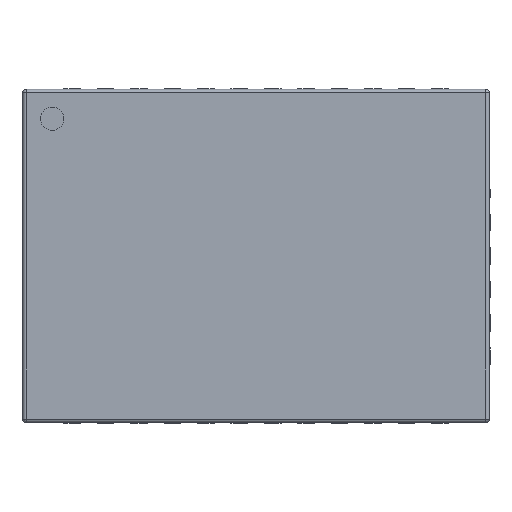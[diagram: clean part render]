
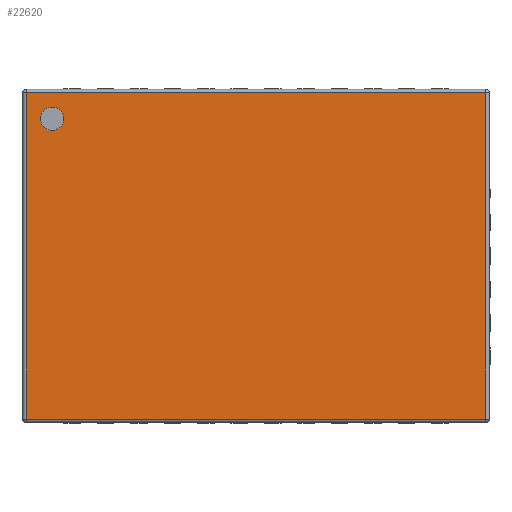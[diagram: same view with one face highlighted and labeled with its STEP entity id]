
A CAD part, top view. The second image highlights one B-rep face of the part: STEP entity #22620.
In plain terms, the highlighted planar face has unit normal (0, 0, 1).
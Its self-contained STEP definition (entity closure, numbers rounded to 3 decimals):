
#5172 = CYLINDRICAL_SURFACE('',#5173,0.05);
#5173 = AXIS2_PLACEMENT_3D('',#5174,#5175,#5176);
#5174 = CARTESIAN_POINT('',(-2.44,3.44,0.83));
#5175 = DIRECTION('',(-0.,-1.,-0.));
#5176 = DIRECTION('',(-1.,0.,0.));
#19360 = VERTEX_POINT('',#19361);
#19361 = CARTESIAN_POINT('',(-2.44,3.44,0.88));
#19381 = EDGE_CURVE('',#19360,#19382,#19384,.T.);
#19382 = VERTEX_POINT('',#19383);
#19383 = CARTESIAN_POINT('',(-2.44,-3.44,0.88));
#19384 = SURFACE_CURVE('',#19385,(#19389,#19396),.PCURVE_S1.);
#19385 = LINE('',#19386,#19387);
#19386 = CARTESIAN_POINT('',(-2.44,3.44,0.88));
#19387 = VECTOR('',#19388,1.);
#19388 = DIRECTION('',(-0.,-1.,-0.));
#19389 = PCURVE('',#5172,#19390);
#19390 = DEFINITIONAL_REPRESENTATION('',(#19391),#19395);
#19391 = LINE('',#19392,#19393);
#19392 = CARTESIAN_POINT('',(-1.571,0.));
#19393 = VECTOR('',#19394,1.);
#19394 = DIRECTION('',(-0.,1.));
#19395 = ( GEOMETRIC_REPRESENTATION_CONTEXT(2) 
PARAMETRIC_REPRESENTATION_CONTEXT() REPRESENTATION_CONTEXT('2D SPACE',''
  ) );
#19396 = PCURVE('',#19397,#19402);
#19397 = PLANE('',#19398);
#19398 = AXIS2_PLACEMENT_3D('',#19399,#19400,#19401);
#19399 = CARTESIAN_POINT('',(-2.49,-3.49,0.88));
#19400 = DIRECTION('',(0.,0.,1.));
#19401 = DIRECTION('',(1.,0.,0.));
#19402 = DEFINITIONAL_REPRESENTATION('',(#19403),#19407);
#19403 = LINE('',#19404,#19405);
#19404 = CARTESIAN_POINT('',(0.05,6.93));
#19405 = VECTOR('',#19406,1.);
#19406 = DIRECTION('',(-0.,-1.));
#19407 = ( GEOMETRIC_REPRESENTATION_CONTEXT(2) 
PARAMETRIC_REPRESENTATION_CONTEXT() REPRESENTATION_CONTEXT('2D SPACE',''
  ) );
#19799 = CYLINDRICAL_SURFACE('',#19800,0.05);
#19800 = AXIS2_PLACEMENT_3D('',#19801,#19802,#19803);
#19801 = CARTESIAN_POINT('',(-2.49,-3.44,0.83));
#19802 = DIRECTION('',(1.,0.,0.));
#19803 = DIRECTION('',(0.,-1.,0.));
#20736 = CYLINDRICAL_SURFACE('',#20737,0.05);
#20737 = AXIS2_PLACEMENT_3D('',#20738,#20739,#20740);
#20738 = CARTESIAN_POINT('',(2.44,3.44,0.83));
#20739 = DIRECTION('',(-0.,-1.,-0.));
#20740 = DIRECTION('',(0.,0.,1.));
#21513 = CYLINDRICAL_SURFACE('',#21514,0.05);
#21514 = AXIS2_PLACEMENT_3D('',#21515,#21516,#21517);
#21515 = CARTESIAN_POINT('',(-2.49,3.44,0.83));
#21516 = DIRECTION('',(1.,0.,0.));
#21517 = DIRECTION('',(0.,1.,0.));
#22620 = ADVANCED_FACE('',(#22621,#22691),#19397,.T.);
#22621 = FACE_BOUND('',#22622,.T.);
#22622 = EDGE_LOOP('',(#22623,#22646,#22669,#22690));
#22623 = ORIENTED_EDGE('',*,*,#22624,.T.);
#22624 = EDGE_CURVE('',#19382,#22625,#22627,.T.);
#22625 = VERTEX_POINT('',#22626);
#22626 = CARTESIAN_POINT('',(2.44,-3.44,0.88));
#22627 = SURFACE_CURVE('',#22628,(#22632,#22639),.PCURVE_S1.);
#22628 = LINE('',#22629,#22630);
#22629 = CARTESIAN_POINT('',(-2.49,-3.44,0.88));
#22630 = VECTOR('',#22631,1.);
#22631 = DIRECTION('',(1.,0.,0.));
#22632 = PCURVE('',#19397,#22633);
#22633 = DEFINITIONAL_REPRESENTATION('',(#22634),#22638);
#22634 = LINE('',#22635,#22636);
#22635 = CARTESIAN_POINT('',(0.,0.05));
#22636 = VECTOR('',#22637,1.);
#22637 = DIRECTION('',(1.,0.));
#22638 = ( GEOMETRIC_REPRESENTATION_CONTEXT(2) 
PARAMETRIC_REPRESENTATION_CONTEXT() REPRESENTATION_CONTEXT('2D SPACE',''
  ) );
#22639 = PCURVE('',#19799,#22640);
#22640 = DEFINITIONAL_REPRESENTATION('',(#22641),#22645);
#22641 = LINE('',#22642,#22643);
#22642 = CARTESIAN_POINT('',(-1.571,0.));
#22643 = VECTOR('',#22644,1.);
#22644 = DIRECTION('',(-0.,1.));
#22645 = ( GEOMETRIC_REPRESENTATION_CONTEXT(2) 
PARAMETRIC_REPRESENTATION_CONTEXT() REPRESENTATION_CONTEXT('2D SPACE',''
  ) );
#22646 = ORIENTED_EDGE('',*,*,#22647,.F.);
#22647 = EDGE_CURVE('',#22648,#22625,#22650,.T.);
#22648 = VERTEX_POINT('',#22649);
#22649 = CARTESIAN_POINT('',(2.44,3.44,0.88));
#22650 = SURFACE_CURVE('',#22651,(#22655,#22662),.PCURVE_S1.);
#22651 = LINE('',#22652,#22653);
#22652 = CARTESIAN_POINT('',(2.44,3.44,0.88));
#22653 = VECTOR('',#22654,1.);
#22654 = DIRECTION('',(-0.,-1.,-0.));
#22655 = PCURVE('',#19397,#22656);
#22656 = DEFINITIONAL_REPRESENTATION('',(#22657),#22661);
#22657 = LINE('',#22658,#22659);
#22658 = CARTESIAN_POINT('',(4.93,6.93));
#22659 = VECTOR('',#22660,1.);
#22660 = DIRECTION('',(-0.,-1.));
#22661 = ( GEOMETRIC_REPRESENTATION_CONTEXT(2) 
PARAMETRIC_REPRESENTATION_CONTEXT() REPRESENTATION_CONTEXT('2D SPACE',''
  ) );
#22662 = PCURVE('',#20736,#22663);
#22663 = DEFINITIONAL_REPRESENTATION('',(#22664),#22668);
#22664 = LINE('',#22665,#22666);
#22665 = CARTESIAN_POINT('',(-0.,0.));
#22666 = VECTOR('',#22667,1.);
#22667 = DIRECTION('',(-0.,1.));
#22668 = ( GEOMETRIC_REPRESENTATION_CONTEXT(2) 
PARAMETRIC_REPRESENTATION_CONTEXT() REPRESENTATION_CONTEXT('2D SPACE',''
  ) );
#22669 = ORIENTED_EDGE('',*,*,#22670,.F.);
#22670 = EDGE_CURVE('',#19360,#22648,#22671,.T.);
#22671 = SURFACE_CURVE('',#22672,(#22676,#22683),.PCURVE_S1.);
#22672 = LINE('',#22673,#22674);
#22673 = CARTESIAN_POINT('',(-2.49,3.44,0.88));
#22674 = VECTOR('',#22675,1.);
#22675 = DIRECTION('',(1.,0.,0.));
#22676 = PCURVE('',#19397,#22677);
#22677 = DEFINITIONAL_REPRESENTATION('',(#22678),#22682);
#22678 = LINE('',#22679,#22680);
#22679 = CARTESIAN_POINT('',(0.,6.93));
#22680 = VECTOR('',#22681,1.);
#22681 = DIRECTION('',(1.,0.));
#22682 = ( GEOMETRIC_REPRESENTATION_CONTEXT(2) 
PARAMETRIC_REPRESENTATION_CONTEXT() REPRESENTATION_CONTEXT('2D SPACE',''
  ) );
#22683 = PCURVE('',#21513,#22684);
#22684 = DEFINITIONAL_REPRESENTATION('',(#22685),#22689);
#22685 = LINE('',#22686,#22687);
#22686 = CARTESIAN_POINT('',(1.571,0.));
#22687 = VECTOR('',#22688,1.);
#22688 = DIRECTION('',(0.,1.));
#22689 = ( GEOMETRIC_REPRESENTATION_CONTEXT(2) 
PARAMETRIC_REPRESENTATION_CONTEXT() REPRESENTATION_CONTEXT('2D SPACE',''
  ) );
#22690 = ORIENTED_EDGE('',*,*,#19381,.T.);
#22691 = FACE_BOUND('',#22692,.T.);
#22692 = EDGE_LOOP('',(#22693));
#22693 = ORIENTED_EDGE('',*,*,#22694,.F.);
#22694 = EDGE_CURVE('',#22695,#22695,#22697,.T.);
#22695 = VERTEX_POINT('',#22696);
#22696 = CARTESIAN_POINT('',(-1.875,-3.05,0.88));
#22697 = SURFACE_CURVE('',#22698,(#22703,#22710),.PCURVE_S1.);
#22698 = CIRCLE('',#22699,0.175);
#22699 = AXIS2_PLACEMENT_3D('',#22700,#22701,#22702);
#22700 = CARTESIAN_POINT('',(-2.05,-3.05,0.88));
#22701 = DIRECTION('',(0.,0.,1.));
#22702 = DIRECTION('',(1.,0.,0.));
#22703 = PCURVE('',#19397,#22704);
#22704 = DEFINITIONAL_REPRESENTATION('',(#22705),#22709);
#22705 = CIRCLE('',#22706,0.175);
#22706 = AXIS2_PLACEMENT_2D('',#22707,#22708);
#22707 = CARTESIAN_POINT('',(0.44,0.44));
#22708 = DIRECTION('',(1.,0.));
#22709 = ( GEOMETRIC_REPRESENTATION_CONTEXT(2) 
PARAMETRIC_REPRESENTATION_CONTEXT() REPRESENTATION_CONTEXT('2D SPACE',''
  ) );
#22710 = PCURVE('',#22711,#22716);
#22711 = CYLINDRICAL_SURFACE('',#22712,0.175);
#22712 = AXIS2_PLACEMENT_3D('',#22713,#22714,#22715);
#22713 = CARTESIAN_POINT('',(-2.05,-3.05,0.88));
#22714 = DIRECTION('',(-0.,-0.,-1.));
#22715 = DIRECTION('',(1.,0.,0.));
#22716 = DEFINITIONAL_REPRESENTATION('',(#22717),#22721);
#22717 = LINE('',#22718,#22719);
#22718 = CARTESIAN_POINT('',(-0.,0.));
#22719 = VECTOR('',#22720,1.);
#22720 = DIRECTION('',(-1.,0.));
#22721 = ( GEOMETRIC_REPRESENTATION_CONTEXT(2) 
PARAMETRIC_REPRESENTATION_CONTEXT() REPRESENTATION_CONTEXT('2D SPACE',''
  ) );
